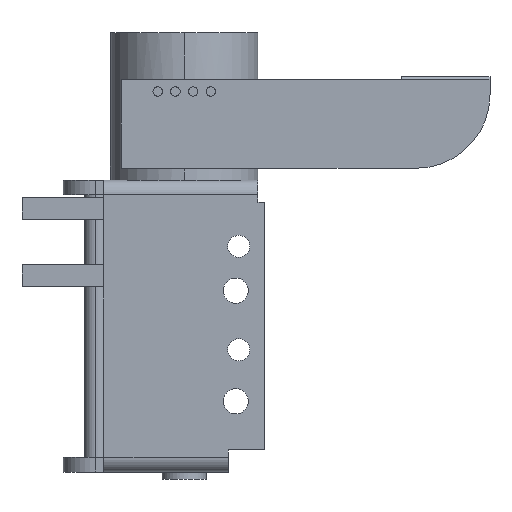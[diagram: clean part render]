
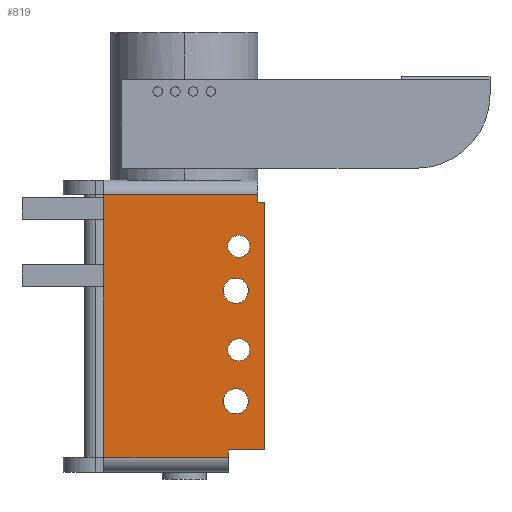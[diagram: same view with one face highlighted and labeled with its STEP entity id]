
A CAD part, left-side view. The second image highlights one B-rep face of the part: STEP entity #819.
In plain terms, the highlighted planar face has unit normal (-1, 0, 0).
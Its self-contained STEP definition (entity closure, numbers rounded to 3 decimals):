
#84=DIRECTION('',(0.,0.,1.));
#85=VECTOR('',#84,0.5);
#86=CARTESIAN_POINT('',(-4.,-3.,-18.8));
#87=LINE('',#86,#85);
#88=DIRECTION('',(0.,0.,-1.));
#89=VECTOR('',#88,0.5);
#90=CARTESIAN_POINT('',(-4.,-5.,-1.));
#91=LINE('',#90,#89);
#92=DIRECTION('',(0.,1.,0.));
#93=VECTOR('',#92,0.45);
#94=CARTESIAN_POINT('',(-4.,-5.45,-1.5));
#95=LINE('',#94,#93);
#96=DIRECTION('',(0.,1.,0.));
#97=VECTOR('',#96,2.45);
#98=CARTESIAN_POINT('',(-4.,-5.45,-18.3));
#99=LINE('',#98,#97);
#100=CARTESIAN_POINT('',(-4.,-3.7,-4.5));
#101=DIRECTION('',(1.,0.,0.));
#102=DIRECTION('',(0.,0.,1.));
#103=AXIS2_PLACEMENT_3D('',#100,#101,#102);
#105=CARTESIAN_POINT('',(-4.,-3.7,-4.5));
#106=DIRECTION('',(1.,0.,0.));
#107=DIRECTION('',(0.,0.,-1.));
#108=AXIS2_PLACEMENT_3D('',#105,#106,#107);
#110=CARTESIAN_POINT('',(-4.,-3.5,-7.5));
#111=DIRECTION('',(1.,0.,0.));
#112=DIRECTION('',(0.,0.,1.));
#113=AXIS2_PLACEMENT_3D('',#110,#111,#112);
#115=CARTESIAN_POINT('',(-4.,-3.5,-7.5));
#116=DIRECTION('',(1.,0.,0.));
#117=DIRECTION('',(0.,0.,-1.));
#118=AXIS2_PLACEMENT_3D('',#115,#116,#117);
#120=CARTESIAN_POINT('',(-4.,-3.7,-11.5));
#121=DIRECTION('',(1.,0.,0.));
#122=DIRECTION('',(0.,0.,1.));
#123=AXIS2_PLACEMENT_3D('',#120,#121,#122);
#125=CARTESIAN_POINT('',(-4.,-3.7,-11.5));
#126=DIRECTION('',(1.,0.,0.));
#127=DIRECTION('',(0.,0.,-1.));
#128=AXIS2_PLACEMENT_3D('',#125,#126,#127);
#130=CARTESIAN_POINT('',(-4.,-3.5,-15.));
#131=DIRECTION('',(1.,0.,0.));
#132=DIRECTION('',(0.,0.,1.));
#133=AXIS2_PLACEMENT_3D('',#130,#131,#132);
#135=CARTESIAN_POINT('',(-4.,-3.5,-15.));
#136=DIRECTION('',(1.,0.,0.));
#137=DIRECTION('',(0.,0.,-1.));
#138=AXIS2_PLACEMENT_3D('',#135,#136,#137);
#148=DIRECTION('',(0.,0.,1.));
#149=VECTOR('',#148,16.8);
#150=CARTESIAN_POINT('',(-4.,-5.45,-18.3));
#151=LINE('',#150,#149);
#186=DIRECTION('',(0.,-1.,0.));
#187=VECTOR('',#186,10.45);
#188=CARTESIAN_POINT('',(-4.,5.45,-1.));
#189=LINE('',#188,#187);
#524=DIRECTION('',(0.,1.,0.));
#525=VECTOR('',#524,8.45);
#526=CARTESIAN_POINT('',(-4.,-3.,-18.8));
#527=LINE('',#526,#525);
#532=DIRECTION('',(0.,0.,1.));
#533=VECTOR('',#532,17.8);
#534=CARTESIAN_POINT('',(-4.,5.45,-18.8));
#535=LINE('',#534,#533);
#620=CARTESIAN_POINT('',(-4.,5.45,-18.8));
#622=VERTEX_POINT('',#620);
#624=CARTESIAN_POINT('',(-4.,5.45,-1.));
#625=VERTEX_POINT('',#624);
#652=CARTESIAN_POINT('',(-4.,-5.,-1.));
#653=VERTEX_POINT('',#652);
#676=CARTESIAN_POINT('',(-4.,-5.45,-1.5));
#678=VERTEX_POINT('',#676);
#680=CARTESIAN_POINT('',(-4.,-3.,-18.8));
#681=CARTESIAN_POINT('',(-4.,-3.,-18.3));
#682=VERTEX_POINT('',#680);
#683=VERTEX_POINT('',#681);
#684=CARTESIAN_POINT('',(-4.,-5.45,-18.3));
#685=VERTEX_POINT('',#684);
#736=CARTESIAN_POINT('',(-4.,-5.,-1.5));
#737=VERTEX_POINT('',#736);
#740=CARTESIAN_POINT('',(-4.,-3.7,-3.75));
#741=CARTESIAN_POINT('',(-4.,-3.7,-5.25));
#742=VERTEX_POINT('',#740);
#743=VERTEX_POINT('',#741);
#744=CARTESIAN_POINT('',(-4.,-3.5,-6.65));
#745=CARTESIAN_POINT('',(-4.,-3.5,-8.35));
#746=VERTEX_POINT('',#744);
#747=VERTEX_POINT('',#745);
#748=CARTESIAN_POINT('',(-4.,-3.7,-10.75));
#749=CARTESIAN_POINT('',(-4.,-3.7,-12.25));
#750=VERTEX_POINT('',#748);
#751=VERTEX_POINT('',#749);
#752=CARTESIAN_POINT('',(-4.,-3.5,-14.15));
#753=CARTESIAN_POINT('',(-4.,-3.5,-15.85));
#754=VERTEX_POINT('',#752);
#755=VERTEX_POINT('',#753);
#772=CARTESIAN_POINT('',(-4.,-5.45,-19.8));
#773=DIRECTION('',(-1.,0.,0.));
#774=DIRECTION('',(0.,0.,1.));
#775=AXIS2_PLACEMENT_3D('',#772,#773,#774);
#776=PLANE('',#775);
#778=ORIENTED_EDGE('',*,*,#777,.F.);
#780=ORIENTED_EDGE('',*,*,#779,.T.);
#782=ORIENTED_EDGE('',*,*,#781,.T.);
#784=ORIENTED_EDGE('',*,*,#783,.T.);
#786=ORIENTED_EDGE('',*,*,#785,.T.);
#788=ORIENTED_EDGE('',*,*,#787,.F.);
#790=ORIENTED_EDGE('',*,*,#789,.F.);
#792=ORIENTED_EDGE('',*,*,#791,.T.);
#793=EDGE_LOOP('',(#778,#780,#782,#784,#786,#788,#790,#792));
#794=FACE_OUTER_BOUND('',#793,.F.);
#796=ORIENTED_EDGE('',*,*,#795,.F.);
#798=ORIENTED_EDGE('',*,*,#797,.F.);
#799=EDGE_LOOP('',(#796,#798));
#800=FACE_BOUND('',#799,.F.);
#802=ORIENTED_EDGE('',*,*,#801,.F.);
#804=ORIENTED_EDGE('',*,*,#803,.F.);
#805=EDGE_LOOP('',(#802,#804));
#806=FACE_BOUND('',#805,.F.);
#808=ORIENTED_EDGE('',*,*,#807,.F.);
#810=ORIENTED_EDGE('',*,*,#809,.F.);
#811=EDGE_LOOP('',(#808,#810));
#812=FACE_BOUND('',#811,.F.);
#814=ORIENTED_EDGE('',*,*,#813,.F.);
#816=ORIENTED_EDGE('',*,*,#815,.F.);
#817=EDGE_LOOP('',(#814,#816));
#818=FACE_BOUND('',#817,.F.);
#104=CIRCLE('',#103,0.75);
#109=CIRCLE('',#108,0.75);
#114=CIRCLE('',#113,0.85);
#119=CIRCLE('',#118,0.85);
#124=CIRCLE('',#123,0.75);
#129=CIRCLE('',#128,0.75);
#134=CIRCLE('',#133,0.85);
#139=CIRCLE('',#138,0.85);
#777=EDGE_CURVE('',#682,#683,#87,.T.);
#779=EDGE_CURVE('',#682,#622,#527,.T.);
#781=EDGE_CURVE('',#622,#625,#535,.T.);
#783=EDGE_CURVE('',#625,#653,#189,.T.);
#785=EDGE_CURVE('',#653,#737,#91,.T.);
#787=EDGE_CURVE('',#678,#737,#95,.T.);
#789=EDGE_CURVE('',#685,#678,#151,.T.);
#791=EDGE_CURVE('',#685,#683,#99,.T.);
#795=EDGE_CURVE('',#742,#743,#104,.T.);
#797=EDGE_CURVE('',#743,#742,#109,.T.);
#801=EDGE_CURVE('',#746,#747,#114,.T.);
#803=EDGE_CURVE('',#747,#746,#119,.T.);
#807=EDGE_CURVE('',#750,#751,#124,.T.);
#809=EDGE_CURVE('',#751,#750,#129,.T.);
#813=EDGE_CURVE('',#754,#755,#134,.T.);
#815=EDGE_CURVE('',#755,#754,#139,.T.);
#819=ADVANCED_FACE('',(#794,#800,#806,#812,#818),#776,.T.);
